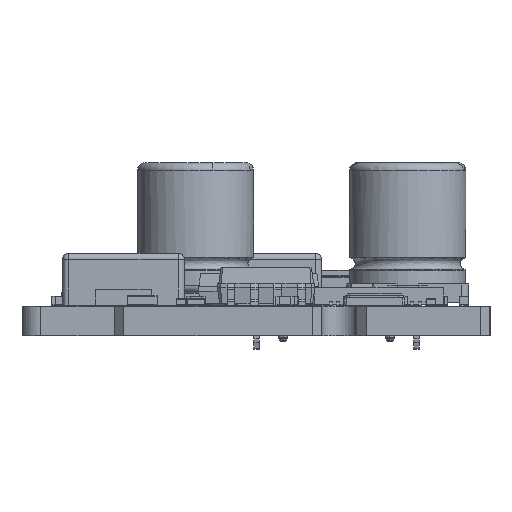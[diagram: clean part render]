
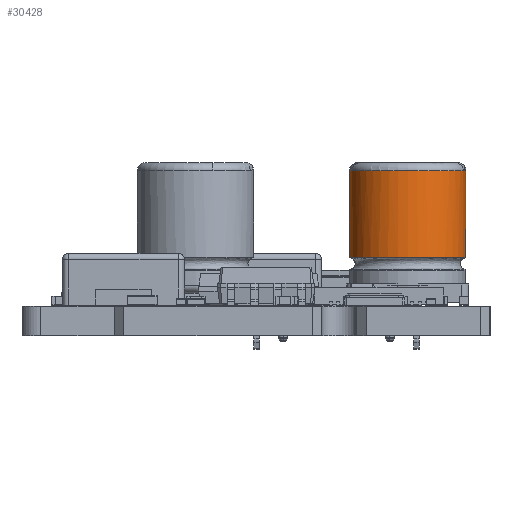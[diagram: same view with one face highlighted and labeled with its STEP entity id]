
A CAD part, left-side view. The second image highlights one B-rep face of the part: STEP entity #30428.
In plain terms, the highlighted cylindrical face has radius 3.15 mm (diameter 6.3 mm), a full revolution.
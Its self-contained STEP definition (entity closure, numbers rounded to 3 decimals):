
#30094 = VERTEX_POINT('',#30095);
#30095 = CARTESIAN_POINT('',(-3.15,0.,2.593));
#30101 = EDGE_CURVE('',#30094,#30094,#30102,.T.);
#30102 = ( BOUNDED_CURVE() B_SPLINE_CURVE(13,(#30103,#30104,#30105,
    #30106,#30107,#30108,#30109,#30110,#30111,#30112,#30113,#30114,
#30115,#30116),.UNSPECIFIED.,.T.,.F.) B_SPLINE_CURVE_WITH_KNOTS((1,13,13
    ,1),(-19.792,0.,19.792,
39.584),.UNSPECIFIED.) CURVE() GEOMETRIC_REPRESENTATION_ITEM() 
RATIONAL_B_SPLINE_CURVE((1.,1.,1.,1.,
    1.,1.,1.,1.,
    1.,1.,1.,1.,1.,1.)) 
REPRESENTATION_ITEM('') );
#30103 = CARTESIAN_POINT('',(-3.15,0.,2.593));
#30104 = CARTESIAN_POINT('',(-3.15,1.5,
    2.593));
#30105 = CARTESIAN_POINT('',(-2.375,3.035,
    2.593));
#30106 = CARTESIAN_POINT('',(-0.779,4.133,
    2.593));
#30107 = CARTESIAN_POINT('',(1.417,4.302,
    2.593));
#30108 = CARTESIAN_POINT('',(3.314,3.132,
    2.593));
#30109 = CARTESIAN_POINT('',(4.706,1.424,
    2.593));
#30110 = CARTESIAN_POINT('',(4.706,-1.424,
    2.593));
#30111 = CARTESIAN_POINT('',(3.314,-3.132,
    2.593));
#30112 = CARTESIAN_POINT('',(1.417,-4.302,
    2.593));
#30113 = CARTESIAN_POINT('',(-0.779,-4.133,
    2.593));
#30114 = CARTESIAN_POINT('',(-2.375,-3.035,
    2.593));
#30115 = CARTESIAN_POINT('',(-3.15,-1.5,2.593));
#30116 = CARTESIAN_POINT('',(-3.15,0.,2.593));
#30428 = ADVANCED_FACE('',(#30429),#30475,.T.);
#30429 = FACE_BOUND('',#30430,.T.);
#30430 = EDGE_LOOP('',(#30431,#30432,#30440,#30449,#30458,#30467,#30474)
  );
#30431 = ORIENTED_EDGE('',*,*,#30101,.F.);
#30432 = ORIENTED_EDGE('',*,*,#30433,.T.);
#30433 = EDGE_CURVE('',#30094,#30434,#30436,.T.);
#30434 = VERTEX_POINT('',#30435);
#30435 = CARTESIAN_POINT('',(-3.15,0.,7.28));
#30436 = LINE('',#30437,#30438);
#30437 = CARTESIAN_POINT('',(-3.15,0.,2.563));
#30438 = VECTOR('',#30439,1.);
#30439 = DIRECTION('',(0.,0.,1.));
#30440 = ORIENTED_EDGE('',*,*,#30441,.T.);
#30441 = EDGE_CURVE('',#30434,#30442,#30444,.T.);
#30442 = VERTEX_POINT('',#30443);
#30443 = CARTESIAN_POINT('',(0.945,3.005,7.28));
#30444 = CIRCLE('',#30445,3.15);
#30445 = AXIS2_PLACEMENT_3D('',#30446,#30447,#30448);
#30446 = CARTESIAN_POINT('',(0.,0.,7.28));
#30447 = DIRECTION('',(0.,0.,-1.));
#30448 = DIRECTION('',(-1.,0.,0.));
#30449 = ORIENTED_EDGE('',*,*,#30450,.T.);
#30450 = EDGE_CURVE('',#30442,#30451,#30453,.T.);
#30451 = VERTEX_POINT('',#30452);
#30452 = CARTESIAN_POINT('',(3.15,0.,7.28));
#30453 = CIRCLE('',#30454,3.15);
#30454 = AXIS2_PLACEMENT_3D('',#30455,#30456,#30457);
#30455 = CARTESIAN_POINT('',(0.,0.,7.28));
#30456 = DIRECTION('',(0.,0.,-1.));
#30457 = DIRECTION('',(-1.,0.,0.));
#30458 = ORIENTED_EDGE('',*,*,#30459,.T.);
#30459 = EDGE_CURVE('',#30451,#30460,#30462,.T.);
#30460 = VERTEX_POINT('',#30461);
#30461 = CARTESIAN_POINT('',(0.945,-3.005,7.28));
#30462 = CIRCLE('',#30463,3.15);
#30463 = AXIS2_PLACEMENT_3D('',#30464,#30465,#30466);
#30464 = CARTESIAN_POINT('',(0.,0.,7.28));
#30465 = DIRECTION('',(0.,0.,-1.));
#30466 = DIRECTION('',(-1.,0.,0.));
#30467 = ORIENTED_EDGE('',*,*,#30468,.T.);
#30468 = EDGE_CURVE('',#30460,#30434,#30469,.T.);
#30469 = CIRCLE('',#30470,3.15);
#30470 = AXIS2_PLACEMENT_3D('',#30471,#30472,#30473);
#30471 = CARTESIAN_POINT('',(0.,0.,7.28));
#30472 = DIRECTION('',(0.,0.,-1.));
#30473 = DIRECTION('',(-1.,0.,0.));
#30474 = ORIENTED_EDGE('',*,*,#30433,.F.);
#30475 = CYLINDRICAL_SURFACE('',#30476,3.15);
#30476 = AXIS2_PLACEMENT_3D('',#30477,#30478,#30479);
#30477 = CARTESIAN_POINT('',(0.,0.,2.563));
#30478 = DIRECTION('',(0.,0.,1.));
#30479 = DIRECTION('',(-1.,0.,0.));
